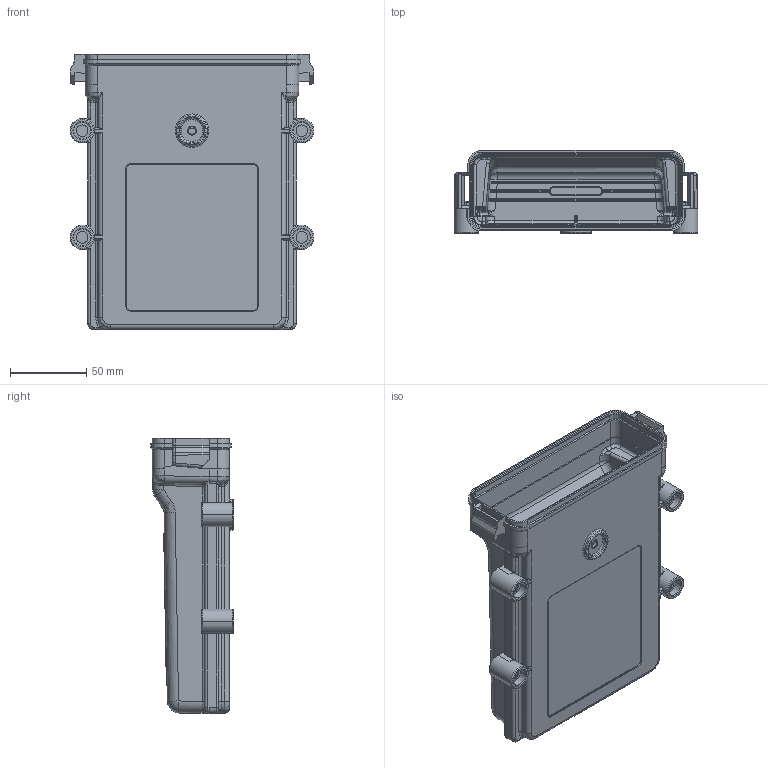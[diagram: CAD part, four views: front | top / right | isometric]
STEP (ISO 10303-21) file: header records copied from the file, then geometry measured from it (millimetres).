
FILE_DESCRIPTION((''),'2;1');
FILE_NAME('C-EEC-5X650B','2019-10-23T05:00:11',('workeradm'),('TE Connectivity Ltd.'),'CREO PARAMETRIC BY PTC INC, 2019030','CREO PARAMETRIC BY PTC INC, 2019030','');
FILE_SCHEMA(('AUTOMOTIVE_DESIGN { 1 0 10303 214 1 1 1 1 }'));
Length unit declared in the file: millimetre
Products named in the file (1): C-EEC-5X650B
Bounding box: 160 x 54.44 x 180.48 mm (x, y, z)
Volume: 213966.2 mm3; surface area: 140151.6 mm2
Topology: 1 solids, 1 shells, 759 faces, 1842 edges, 1108 vertices
Faces by surface type: cylinder 289, plane 226, bspline 102, torus 100, cone 28, sphere 14
Entity records: 26886 total; most frequent: CARTESIAN_POINT 9693, ORIENTED_EDGE 3676, DIRECTION 3416, EDGE_CURVE 1838, AXIS2_PLACEMENT_3D 1288, VERTEX_POINT 1100, VECTOR 840, LINE 840
